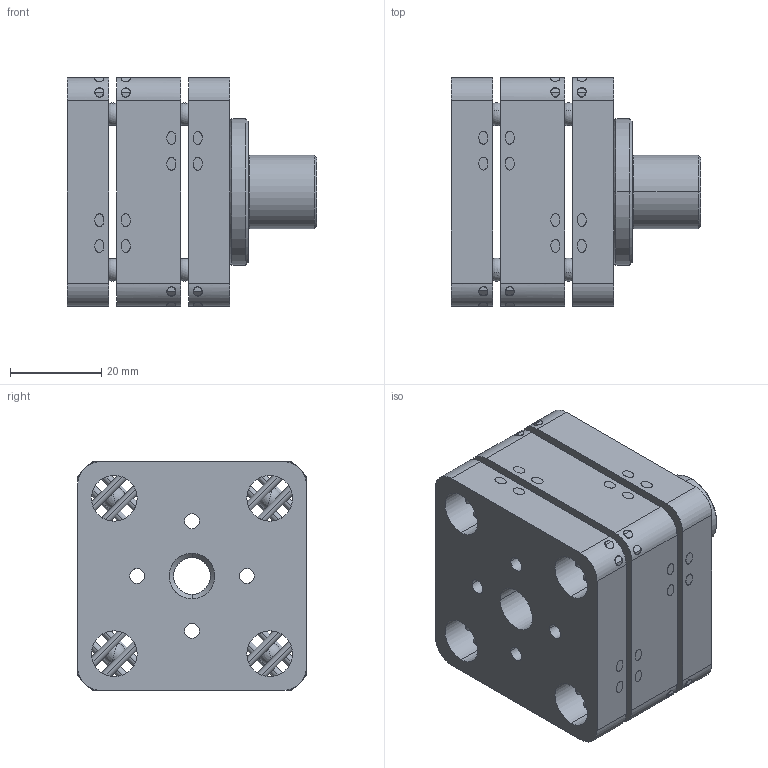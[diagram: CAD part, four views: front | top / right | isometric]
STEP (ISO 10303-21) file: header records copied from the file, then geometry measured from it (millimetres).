
FILE_DESCRIPTION(('CATIA V5 STEP Exchange','CAx-IF Rec.Pracs.--- Model Styling and Organization---1.4--- 2014-01-23','CAx-IF Rec.Pracs.---3D Tessellated Data Validation Properties---0.5---2014-09-14'),'2;1');
FILE_NAME('C-MTSPFRC10.stp','2023-11-30T13:07:28+00:00',('none'),('none'),'CATIA Version 5-6 Release 2018','CATIA V5 STEP AP242','none');
FILE_SCHEMA(('AP242_MANAGED_MODEL_BASED_3D_ENGINEERING_MIM_LF {1 0 10303 442 1 1 4}'));
Length unit declared in the file: millimetre
Products named in the file (1): C-MTSPFRC10
Bounding box: 54.49 x 50 x 50 mm (x, y, z)
Volume: 72032.6 mm3; surface area: 34622.6 mm2
Topology: 44 solids, 46 shells, 444 faces, 1052 edges, 687 vertices
Faces by surface type: cylinder 293, plane 123, sphere 16, cone 10, torus 2
Entity records: 15800 total; most frequent: CARTESIAN_POINT 6798, ORIENTED_EDGE 2036, DIRECTION 1153, EDGE_CURVE 1018, VERTEX_POINT 685, EDGE_LOOP 625, AXIS2_PLACEMENT_3D 566, ADVANCED_FACE 444
